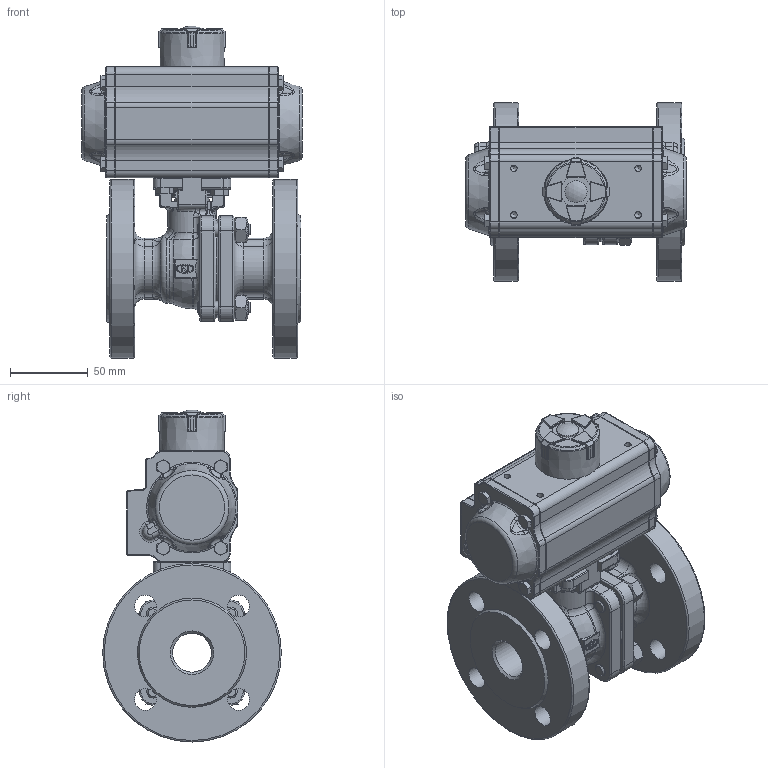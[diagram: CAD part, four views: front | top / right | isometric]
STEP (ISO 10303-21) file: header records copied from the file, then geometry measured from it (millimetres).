
FILE_DESCRIPTION(/* description */ ('Unknown'),/* implementation_level */ '2;1');
FILE_NAME(/* name */ 'DW020921_0930-06',/* time_stamp */ '2022-09-26T11:38:18+02:00',/* author */ ('Unknown'),/* organization */ ('Unknown'),/* preprocessor_version */ 'ST-DEVELOPER v16.7',/* originating_system */ 'Solid Edge',/* authorisation */ 'Unknown');
FILE_SCHEMA (('AUTOMOTIVE_DESIGN {1 0 10303 214 3 1 1}'));
Products named in the file (9): DW20-8.200.025; 8.200.025; DW02_FR01_(DW20_FR15); KP-50; cup head square neck bolts grade b gb_GB_FASTENER_BOLT_CHSNBSHB M6X25
-N; ________(___________; _____________; ______; DIN558_M_6x16.1.3
Assembly tree (13 placements, depth 3):
  DW20-8.200.025
    8.200.025
    DW02_FR01_(DW20_FR15)
      KP-50
      cup head square neck bolts grade b gb_GB_FASTENER_BOLT_CHSNBSHB M6X25
-N
      ________(___________  x2
      _____________  x2
      ______
    DIN558_M_6x16.1.3  x4
Bounding box: 142.2 x 115 x 213.82 mm (x, y, z)
Volume: 1077125 mm3; surface area: 161456.5 mm2
Topology: 12 solids, 12 shells, 2064 faces, 5116 edges, 3126 vertices
Faces by surface type: plane 909, cylinder 534, bspline 201, torus 196, cone 191, sphere 33
Full cylindrical faces by diameter (mm): 2.1 x2, 3 x16, 3.3 x8, 4.2 x12, 5 x5, 6 x5, 6.2 x1, 8.151 x4, 8.368 x4, 8.8 x2, 11.7 x1, 13.9 x1, 14 x8, 14.2 x1, 15.9 x1, 20 x1, 22 x1, 23.5 x1, 24 x1, 25 x1, 33 x1, 38.5 x1, 115 x2
Entity records: 63908 total; most frequent: CARTESIAN_POINT 20769, ORIENTED_EDGE 8952, DIRECTION 8627, EDGE_CURVE 4476, AXIS2_PLACEMENT_3D 3077, VERTEX_POINT 2837, LINE 2473, VECTOR 2473
